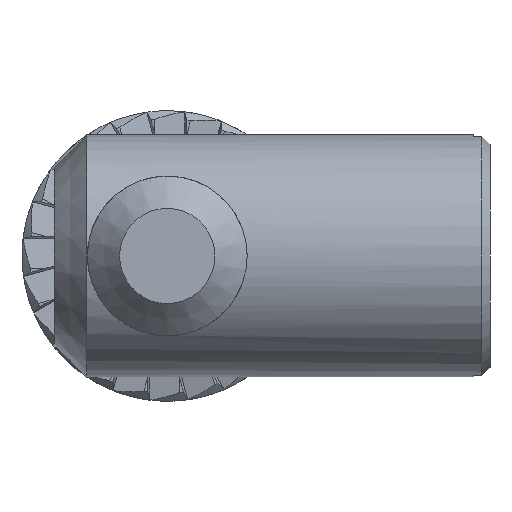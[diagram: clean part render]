
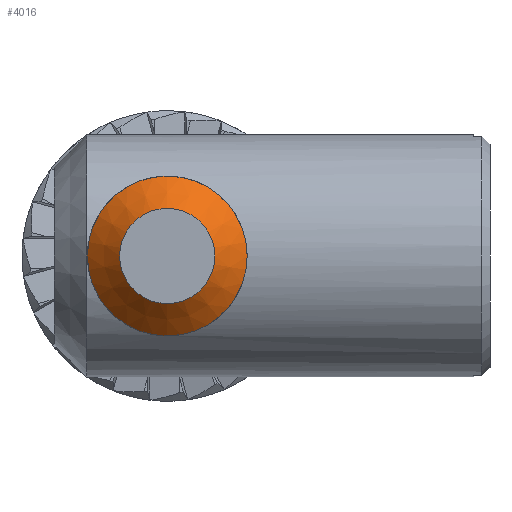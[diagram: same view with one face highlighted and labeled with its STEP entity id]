
A CAD part, front view. The second image highlights one B-rep face of the part: STEP entity #4016.
In plain terms, the highlighted conical face has half-angle 45 degrees and reference radius 4.95 mm.
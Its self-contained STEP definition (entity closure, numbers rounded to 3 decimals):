
#88=LINE('',#7606,#458);
#458=VECTOR('',#4741,4.95);
#832=CIRCLE('',#4278,4.95);
#833=CIRCLE('',#4279,2.95);
#993=CONICAL_SURFACE('',#4277,4.95,0.785);
#1229=FACE_OUTER_BOUND('',#1465,.T.);
#1465=EDGE_LOOP('',(#2802,#2803,#2804,#2805));
#1763=VERTEX_POINT('',#7603);
#1764=VERTEX_POINT('',#7605);
#2166=EDGE_CURVE('',#1763,#1763,#832,.T.);
#2167=EDGE_CURVE('',#1763,#1764,#88,.T.);
#2168=EDGE_CURVE('',#1764,#1764,#833,.T.);
#2802=ORIENTED_EDGE('',*,*,#2166,.F.);
#2803=ORIENTED_EDGE('',*,*,#2167,.T.);
#2804=ORIENTED_EDGE('',*,*,#2168,.T.);
#2805=ORIENTED_EDGE('',*,*,#2167,.F.);
#4016=ADVANCED_FACE('',(#1229),#993,.T.);
#4277=AXIS2_PLACEMENT_3D('',#7602,#4737,#4738);
#4278=AXIS2_PLACEMENT_3D('',#7604,#4739,#4740);
#4279=AXIS2_PLACEMENT_3D('',#7607,#4742,#4743);
#4737=DIRECTION('center_axis',(0.,1.,0.));
#4738=DIRECTION('ref_axis',(0.,0.,1.));
#4739=DIRECTION('center_axis',(0.,1.,0.));
#4740=DIRECTION('ref_axis',(0.,0.,1.));
#4741=DIRECTION('',(0.,-0.707,0.707));
#4742=DIRECTION('center_axis',(0.,1.,0.));
#4743=DIRECTION('ref_axis',(0.,0.,1.));
#7602=CARTESIAN_POINT('Origin',(-1.519,-26.621,2.582));
#7603=CARTESIAN_POINT('',(-1.519,-26.621,-2.368));
#7604=CARTESIAN_POINT('Origin',(-1.519,-26.621,2.582));
#7605=CARTESIAN_POINT('',(-1.519,-28.621,-0.368));
#7606=CARTESIAN_POINT('',(-1.519,-26.621,-2.368));
#7607=CARTESIAN_POINT('Origin',(-1.519,-28.621,2.582));
